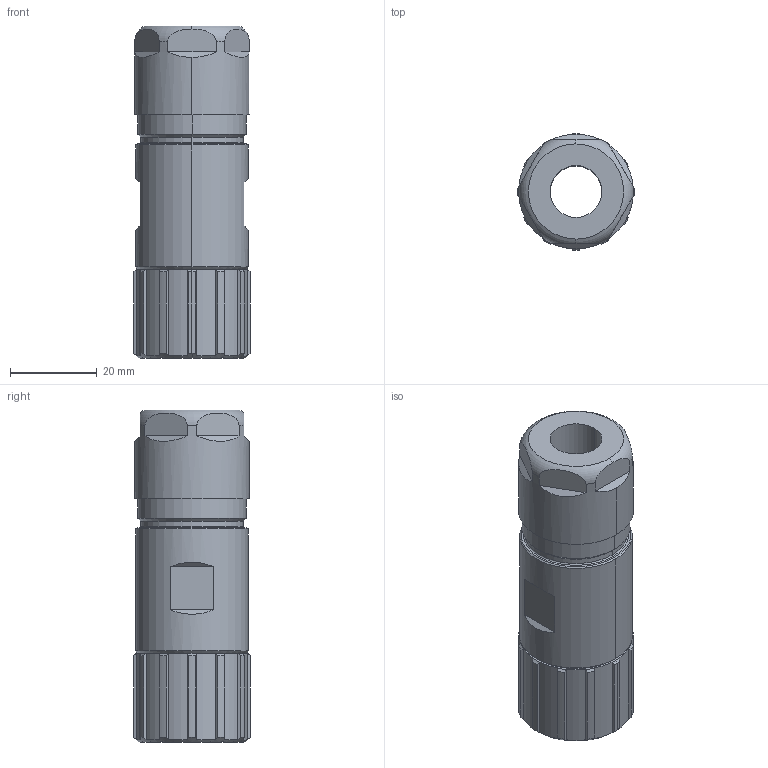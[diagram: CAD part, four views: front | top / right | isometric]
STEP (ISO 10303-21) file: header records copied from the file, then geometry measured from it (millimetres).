
FILE_DESCRIPTION(('CATIA V5 STEP Exchange','CAx-IF Rec.Pracs.--- Model Styling and Organization---1.4--- 2014-01-23'),'2;1');
FILE_NAME ('029556-2_1', '2020-03-31T09:48:35+00:00', ('none'), ('Weidmueller'), 'CATIA Version 5-6 Release 2016 SP3 HF44', 'CATIA V5 STEP AP214', 'none');
FILE_SCHEMA(('AUTOMOTIVE_DESIGN { 1 0 10303 214 1 1 1 1 }'));
Length unit declared in the file: millimetre
Products named in the file (1): 1995800000
Bounding box: 26.89 x 26.9 x 76.75 mm (x, y, z)
Volume: 27035.8 mm3; surface area: 11049 mm2
Topology: 1 solids, 1 shells, 137 faces, 356 edges, 230 vertices
Faces by surface type: plane 51, cylinder 48, cone 30, torus 8
Entity records: 4647 total; most frequent: CARTESIAN_POINT 1462, ORIENTED_EDGE 712, DIRECTION 535, EDGE_CURVE 356, AXIS2_PLACEMENT_3D 257, VERTEX_POINT 230, EDGE_LOOP 148, VECTOR 142
